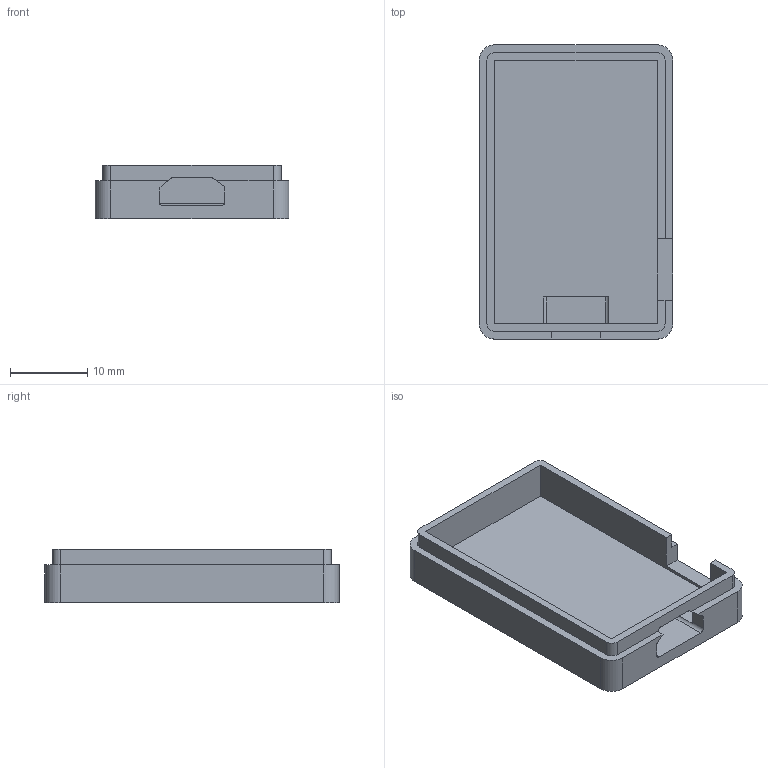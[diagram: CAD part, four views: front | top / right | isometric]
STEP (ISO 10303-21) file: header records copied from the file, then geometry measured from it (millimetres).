
FILE_DESCRIPTION(/* description */ (''),/* implementation_level */ '2;1');
FILE_NAME(/* name */ 'Boîtier Arduino Micro - Bas.step',/* time_stamp */ '2020-10-26T11:17:43+01:00',/* author */ (''),/* organization */ (''),/* preprocessor_version */ 'ST-DEVELOPER v18.1',/* originating_system */ 'Autodesk Translation Framework v9.3.0.1241',/* authorisation */ '');
FILE_SCHEMA (('AUTOMOTIVE_DESIGN { 1 0 10303 214 3 1 1 }'));
Length unit declared in the file: millimetre
Products named in the file (1): Boîtier Arduino Micro
Bounding box: 25 x 38 x 6.9 mm (x, y, z)
Volume: 2674.8 mm3; surface area: 3187.4 mm2
Topology: 1 solids, 1 shells, 42 faces, 126 edges, 84 vertices
Faces by surface type: plane 28, cylinder 14
Entity records: 1446 total; most frequent: CARTESIAN_POINT 253, ORIENTED_EDGE 252, DIRECTION 242, EDGE_CURVE 126, LINE 96, VECTOR 96, VERTEX_POINT 84, AXIS2_PLACEMENT_3D 73
